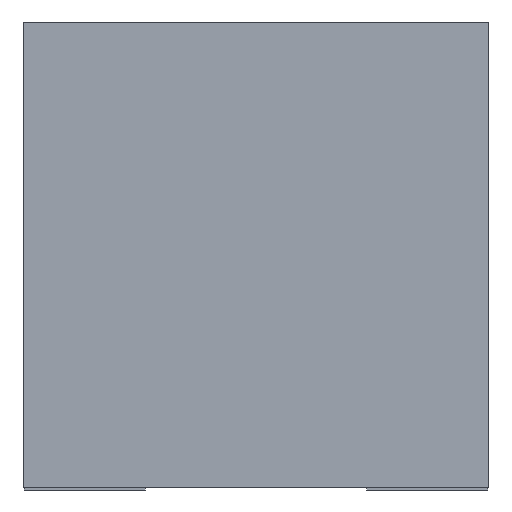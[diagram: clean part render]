
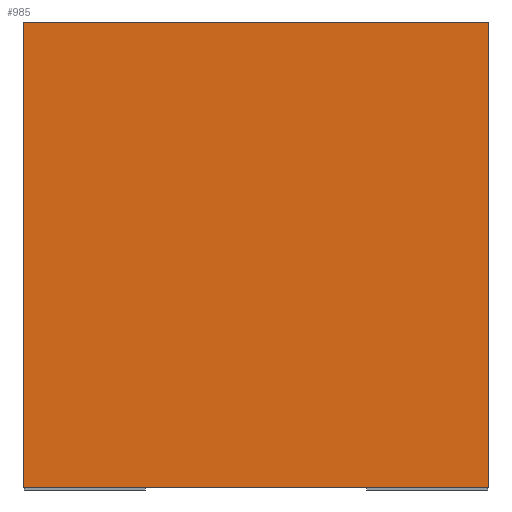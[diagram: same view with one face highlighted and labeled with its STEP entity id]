
A CAD part, front view. The second image highlights one B-rep face of the part: STEP entity #985.
In plain terms, the highlighted planar face has unit normal (0, -1, 0).
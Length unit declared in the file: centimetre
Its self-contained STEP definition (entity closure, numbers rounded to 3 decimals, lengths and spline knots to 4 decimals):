
#868=CARTESIAN_POINT('',(0.5,-0.35,1.));
#869=VERTEX_POINT('',#868);
#876=CARTESIAN_POINT('',(0.5,-0.35,0.));
#877=VERTEX_POINT('',#876);
#878=CARTESIAN_POINT('',(0.5,-0.35,-12345.));
#879=DIRECTION('',(0.,0.,1.));
#880=VECTOR('',#879,24690.);
#881=LINE('',#878,#880);
#882=EDGE_CURVE('',#877,#869,#881,.T.);
#901=CARTESIAN_POINT('',(-0.5,-0.35,0.));
#902=VERTEX_POINT('',#901);
#909=CARTESIAN_POINT('',(-0.5,-0.35,1.));
#910=VERTEX_POINT('',#909);
#911=CARTESIAN_POINT('',(-0.5,-0.35,-12345.));
#912=DIRECTION('',(0.,0.,1.));
#913=VECTOR('',#912,24690.);
#914=LINE('',#911,#913);
#915=EDGE_CURVE('',#902,#910,#914,.T.);
#964=CARTESIAN_POINT('',(0.,-0.35,0.));
#965=DIRECTION('',(-0.,-1.,0.));
#966=DIRECTION('',(1.,-0.,0.));
#967=AXIS2_PLACEMENT_3D('',#964,#965,#966);
#968=PLANE('',#967);
#969=CARTESIAN_POINT('',(12344.5,-0.35,1.));
#970=DIRECTION('',(-1.,0.,0.));
#971=VECTOR('',#970,24690.);
#972=LINE('',#969,#971);
#973=EDGE_CURVE('',#869,#910,#972,.T.);
#974=ORIENTED_EDGE('',*,*,#973,.T.);
#975=ORIENTED_EDGE('',*,*,#915,.F.);
#976=CARTESIAN_POINT('',(-12345.5,-0.35,0.));
#977=DIRECTION('',(1.,-0.,0.));
#978=VECTOR('',#977,24690.);
#979=LINE('',#976,#978);
#980=EDGE_CURVE('',#902,#877,#979,.T.);
#981=ORIENTED_EDGE('',*,*,#980,.T.);
#982=ORIENTED_EDGE('',*,*,#882,.T.);
#983=EDGE_LOOP('',(#974,#975,#981,#982));
#984=FACE_BOUND('',#983,.T.);
#985=ADVANCED_FACE('',(#984),#968,.T.);
